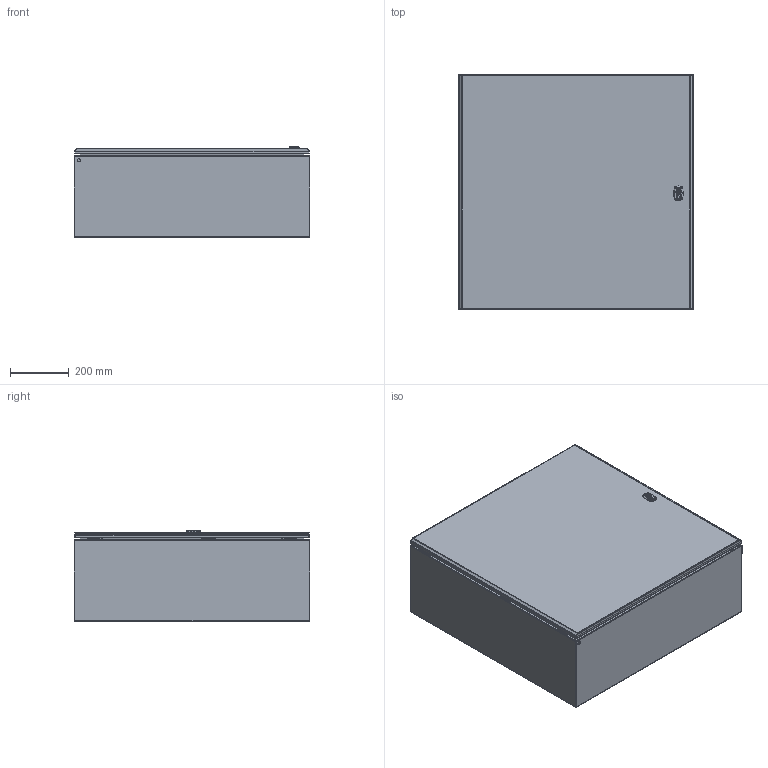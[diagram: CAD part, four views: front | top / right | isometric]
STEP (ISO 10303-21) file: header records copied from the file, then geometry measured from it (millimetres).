
FILE_DESCRIPTION(('STEP AP242'),'1');
FILE_NAME('nsys3dc8830.stp','2021-09-26T22:03:36',('TraceParts'),('TraceParts S.A.'),'Spatial InterOp 3D',' ',' ');
FILE_SCHEMA(('AP242_MANAGED_MODEL_BASED_3D_ENGINEERING_MIM_LF {1 0 10303 442 1 1 4}'));
Length unit declared in the file: millimetre
Products named in the file (1): nsys3dc8830|ENN4761AS_800X800X300_ASM_1_ASM_ASM_1003#ENN4761AS_800X800X300_ASM_1_ASM_ASM|ENN4761AS_8X8X3_1_1_1002#ENN4761AS_8X8X3_1_1;Solide1
Bounding box: 800 x 800 x 311.21 mm (x, y, z)
Volume: 3073879.4 mm3; surface area: 4773343.7 mm2
Topology: 17 solids, 17 shells, 1053 faces, 2588 edges, 1564 vertices
Faces by surface type: plane 395, cylinder 277, bspline 141, cone 122, torus 80, sphere 38
Entity records: 41199 total; most frequent: CARTESIAN_POINT 17314, ORIENTED_EDGE 5124, DIRECTION 4660, EDGE_CURVE 2562, AXIS2_PLACEMENT_3D 1734, VERTEX_POINT 1564, LINE 1192, VECTOR 1192
